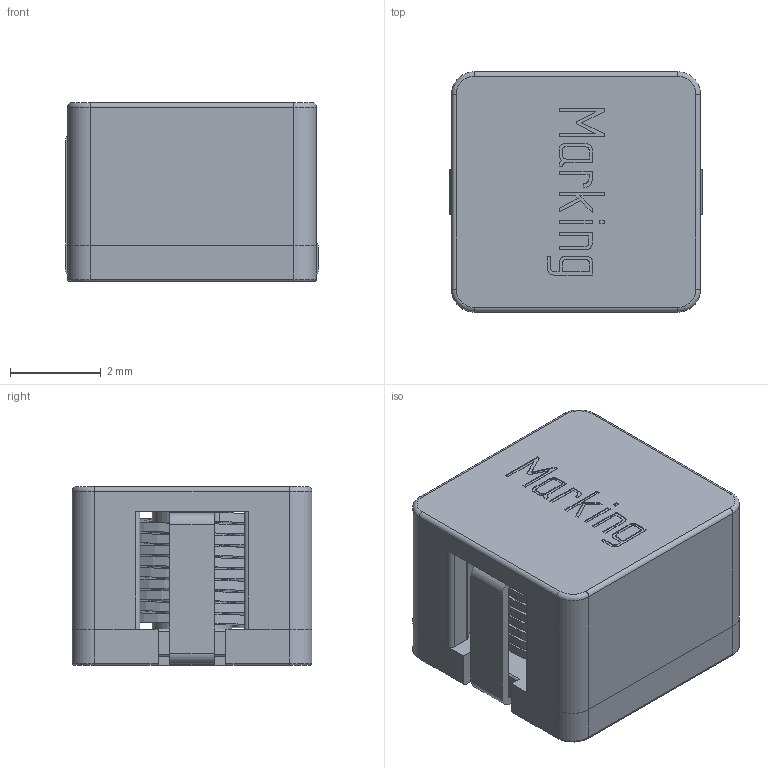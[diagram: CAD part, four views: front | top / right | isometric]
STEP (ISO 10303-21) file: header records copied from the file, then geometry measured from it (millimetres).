
FILE_DESCRIPTION(('FreeCAD Model'),'2;1');
FILE_NAME('Inductor_WE-HCI-5040.stp', '2016-03-24T13:49:43',('Author'),(''), 'Open CASCADE STEP processor 6.8','FreeCAD','Unknown');
FILE_SCHEMA(('AUTOMOTIVE_DESIGN_CC2 { 1 2 10303 214 -1 1 5 4 }'));
Length unit declared in the file: millimetre
Products named in the file (1): Fusion
Bounding box: 5.58 x 5.3 x 3.95 mm (x, y, z)
Volume: 89.8 mm3; surface area: 442.2 mm2
Topology: 1 solids, 1 shells, 186 faces, 488 edges, 312 vertices
Faces by surface type: plane 115, cylinder 47, extrusion 14, torus 8, bspline 2
Full cylindrical faces by diameter (mm): 1.75 x1
Entity records: 22312 total; most frequent: CARTESIAN_POINT 12346, DIRECTION 1225, ORIENTED_EDGE 976, PCURVE 976, DEFINITIONAL_REPRESENTATION 976, B_SPLINE_CURVE_WITH_KNOTS 683, VECTOR 661, LINE 647
